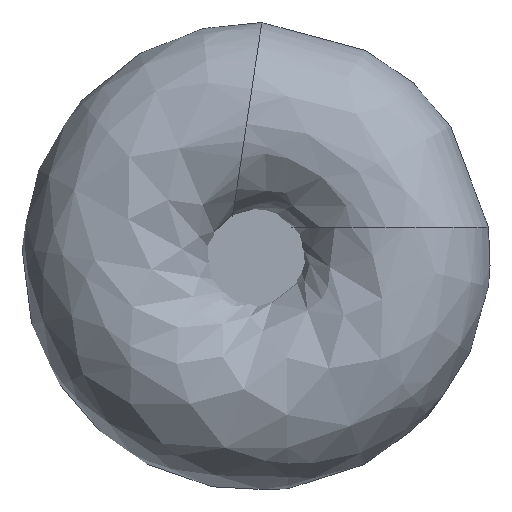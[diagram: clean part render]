
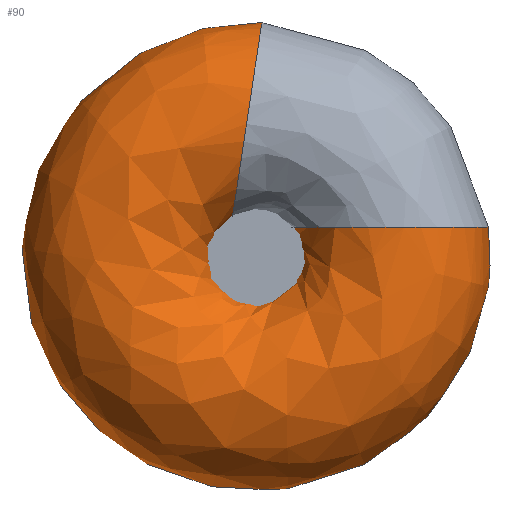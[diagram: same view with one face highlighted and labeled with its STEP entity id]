
A CAD part, left-side view. The second image highlights one B-rep face of the part: STEP entity #90.
In plain terms, the highlighted free-form (B-spline) face has degree [3, 3] with [7, 7] control points.
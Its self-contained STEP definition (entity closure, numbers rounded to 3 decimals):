
#32=(
BOUNDED_SURFACE()
B_SPLINE_SURFACE(3,3,((#496,#497,#498,#499,#500,#501,#502),(#503,#504,#505,
#506,#507,#508,#509),(#510,#511,#512,#513,#514,#515,#516),(#517,#518,#519,
#520,#521,#522,#523),(#524,#525,#526,#527,#528,#529,#530),(#531,#532,#533,
#534,#535,#536,#537),(#538,#539,#540,#541,#542,#543,#544)),
 .UNSPECIFIED.,.T.,.F.,.F.)
B_SPLINE_SURFACE_WITH_KNOTS((1,3,3,3,1),(4,3,4),(-0.5,0.,0.5,1.,1.5),(0.,
0.5,1.),.UNSPECIFIED.)
GEOMETRIC_REPRESENTATION_ITEM()
RATIONAL_B_SPLINE_SURFACE(((1.,0.565,0.565,1.,0.565,
0.565,1.),(0.333,0.188,0.188,
0.333,0.188,0.188,0.333),
(0.333,0.188,0.188,0.333,
0.188,0.188,0.333),(1.,0.565,
0.565,1.,0.565,0.565,1.),(0.333,
0.188,0.188,0.333,0.188,
0.188,0.333),(0.333,0.188,
0.188,0.333,0.188,0.188,
0.333),(1.,0.565,0.565,1.,0.565,
0.565,1.)))
REPRESENTATION_ITEM('')
SURFACE()
);
#90=ADVANCED_FACE('',(#128,#129),#32,.F.);
#128=FACE_BOUND('',#166,.T.);
#129=FACE_BOUND('',#167,.T.);
#166=EDGE_LOOP('',(#204));
#167=EDGE_LOOP('',(#205));
#204=ORIENTED_EDGE('',*,*,#244,.T.);
#205=ORIENTED_EDGE('',*,*,#245,.T.);
#225=VERTEX_POINT('',#493);
#226=VERTEX_POINT('',#495);
#244=EDGE_CURVE('',#225,#225,#263,.T.);
#245=EDGE_CURVE('',#226,#226,#264,.T.);
#263=CIRCLE('',#300,3.5);
#264=CIRCLE('',#301,3.5);
#300=AXIS2_PLACEMENT_3D('',#492,#373,#374);
#301=AXIS2_PLACEMENT_3D('',#494,#375,#376);
#373=DIRECTION('',(0.,0.989,0.149));
#374=DIRECTION('',(1.,0.,0.));
#375=DIRECTION('',(0.,0.,-1.));
#376=DIRECTION('',(1.,0.,0.));
#492=CARTESIAN_POINT('',(3.5,0.327,4.537));
#493=CARTESIAN_POINT('',(7.,0.327,4.537));
#494=CARTESIAN_POINT('',(3.5,-4.437,1.));
#495=CARTESIAN_POINT('',(7.,-4.437,1.));
#496=CARTESIAN_POINT('',(7.,-4.437,1.));
#497=CARTESIAN_POINT('',(7.,-5.543,-3.907));
#498=CARTESIAN_POINT('',(7.,-1.327,-6.65));
#499=CARTESIAN_POINT('',(7.,2.711,-3.652));
#500=CARTESIAN_POINT('',(7.,6.75,-0.654));
#501=CARTESIAN_POINT('',(7.,5.343,4.175));
#502=CARTESIAN_POINT('',(7.,0.327,4.537));
#503=CARTESIAN_POINT('',(7.,2.563,1.));
#504=CARTESIAN_POINT('',(7.,1.457,3.834));
#505=CARTESIAN_POINT('',(7.,-1.585,3.783));
#506=CARTESIAN_POINT('',(7.,-2.595,0.914));
#507=CARTESIAN_POINT('',(7.,-3.605,-1.956));
#508=CARTESIAN_POINT('',(7.,-1.266,-3.901));
#509=CARTESIAN_POINT('',(7.,1.371,-2.385));
#510=CARTESIAN_POINT('',(0.,2.563,1.));
#511=CARTESIAN_POINT('',(0.,1.457,3.834));
#512=CARTESIAN_POINT('',(0.,-1.585,3.783));
#513=CARTESIAN_POINT('',(0.,-2.595,0.914));
#514=CARTESIAN_POINT('',(0.,-3.605,-1.956));
#515=CARTESIAN_POINT('',(0.,-1.266,-3.901));
#516=CARTESIAN_POINT('',(0.,1.371,-2.385));
#517=CARTESIAN_POINT('',(0.,-4.437,1.));
#518=CARTESIAN_POINT('',(0.,-5.543,-3.907));
#519=CARTESIAN_POINT('',(0.,-1.327,-6.65));
#520=CARTESIAN_POINT('',(0.,2.711,-3.652));
#521=CARTESIAN_POINT('',(0.,6.75,-0.654));
#522=CARTESIAN_POINT('',(0.,5.343,4.175));
#523=CARTESIAN_POINT('',(0.,0.327,4.537));
#524=CARTESIAN_POINT('',(0.,-11.437,1.));
#525=CARTESIAN_POINT('',(0.,-12.543,-11.648));
#526=CARTESIAN_POINT('',(0.,-1.07,-17.084));
#527=CARTESIAN_POINT('',(0.,8.018,-8.217));
#528=CARTESIAN_POINT('',(0.,17.105,0.649));
#529=CARTESIAN_POINT('',(0.,11.953,12.252));
#530=CARTESIAN_POINT('',(0.,-0.718,11.458));
#531=CARTESIAN_POINT('',(7.,-11.437,1.));
#532=CARTESIAN_POINT('',(7.,-12.543,-11.648));
#533=CARTESIAN_POINT('',(7.,-1.07,-17.084));
#534=CARTESIAN_POINT('',(7.,8.018,-8.217));
#535=CARTESIAN_POINT('',(7.,17.105,0.649));
#536=CARTESIAN_POINT('',(7.,11.953,12.252));
#537=CARTESIAN_POINT('',(7.,-0.718,11.458));
#538=CARTESIAN_POINT('',(7.,-4.437,1.));
#539=CARTESIAN_POINT('',(7.,-5.543,-3.907));
#540=CARTESIAN_POINT('',(7.,-1.327,-6.65));
#541=CARTESIAN_POINT('',(7.,2.711,-3.652));
#542=CARTESIAN_POINT('',(7.,6.75,-0.654));
#543=CARTESIAN_POINT('',(7.,5.343,4.175));
#544=CARTESIAN_POINT('',(7.,0.327,4.537));
